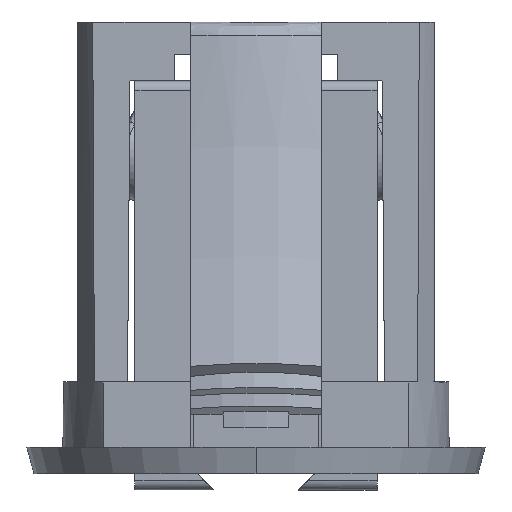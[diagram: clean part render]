
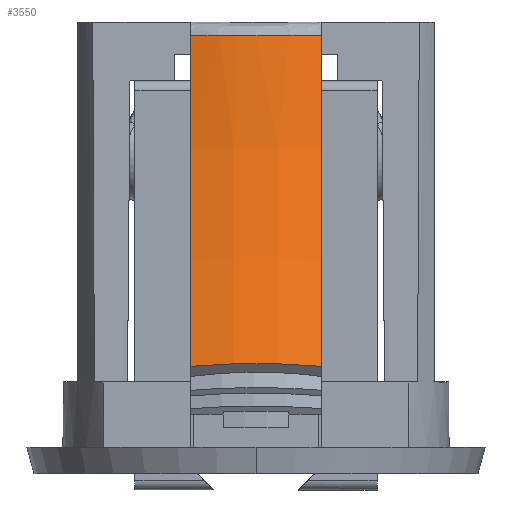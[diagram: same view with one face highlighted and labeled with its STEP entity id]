
A CAD part, front view. The second image highlights one B-rep face of the part: STEP entity #3550.
In plain terms, the highlighted free-form (B-spline) face has degree [3, 3] with [4, 4] control points.
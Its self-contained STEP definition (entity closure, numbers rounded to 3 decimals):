
#27 = EDGE_CURVE ( 'NONE', #1014, #517, #1439, .T. ) ;
#162 = EDGE_CURVE ( 'NONE', #1014, #496, #2634, .T. ) ;
#181 = AXIS2_PLACEMENT_3D ( 'NONE', #2076, #4303, #2109 ) ;
#201 = CARTESIAN_POINT ( 'NONE',  ( 0., -5.525, 7.293 ) ) ;
#306 = CARTESIAN_POINT ( 'NONE',  ( -0.678, -8.948, -2.756 ) ) ;
#363 = CARTESIAN_POINT ( 'NONE',  ( -2., -8.638, -2.82 ) ) ;
#496 = VERTEX_POINT ( 'NONE', #2888 ) ;
#517 = VERTEX_POINT ( 'NONE', #1863 ) ;
#540 = ORIENTED_EDGE ( 'NONE', *, *, #27, .F. ) ;
#707 = VERTEX_POINT ( 'NONE', #3191 ) ;
#779 = CARTESIAN_POINT ( 'NONE',  ( 2., -8.672, -2.891 ) ) ;
#864 = DIRECTION ( 'NONE',  ( 0., 0., -1. ) ) ;
#1014 = VERTEX_POINT ( 'NONE', #4638 ) ;
#1149 = CARTESIAN_POINT ( 'NONE',  ( -0.675, -8.85, -2.733 ) ) ;
#1163 = CARTESIAN_POINT ( 'NONE',  ( -1.346, -5.447, 7.292 ) ) ;
#1187 =( BOUNDED_SURFACE ( )  B_SPLINE_SURFACE ( 3, 3, ( 
 ( #3304, #2889, #1213, #4184 ),
 ( #306, #2039, #5463, #1614 ),
 ( #5498, #3366, #2944, #4661 ),
 ( #779, #2522, #4240, #2158 ) ),
 .UNSPECIFIED., .F., .F., .F. ) 
 B_SPLINE_SURFACE_WITH_KNOTS ( ( 4, 4 ),
 ( 4, 4 ),
 ( 0., 1. ),
 ( 0., 1. ),
 .UNSPECIFIED. ) 
 GEOMETRIC_REPRESENTATION_ITEM ( )  RATIONAL_B_SPLINE_SURFACE ( (
 ( 1., 0.994, 0.994, 1.),
 ( 0.983, 0.977, 0.977, 0.983),
 ( 0.983, 0.977, 0.977, 0.983),
 ( 1., 0.994, 0.994, 1.) ) ) 
 REPRESENTATION_ITEM ( '' )  SURFACE ( )  );
#1209 = CARTESIAN_POINT ( 'NONE',  ( 0.675, -8.85, -2.733 ) ) ;
#1213 = CARTESIAN_POINT ( 'NONE',  ( -2., -5.947, 3.796 ) ) ;
#1319 = CARTESIAN_POINT ( 'NONE',  ( 2., -44.822, 14.76 ) ) ;
#1334 = EDGE_CURVE ( 'NONE', #517, #707, #2270, .T. ) ;
#1439 =( BOUNDED_CURVE ( )  B_SPLINE_CURVE ( 3, ( #3226, #1163, #3655, #4499 ),
 .UNSPECIFIED., .F., .T. ) 
 B_SPLINE_CURVE_WITH_KNOTS ( ( 4, 4 ),
 ( 0., 1. ),
 .UNSPECIFIED. ) 
 CURVE ( )  GEOMETRIC_REPRESENTATION_ITEM ( )  RATIONAL_B_SPLINE_CURVE ( ( 1., 1., 1., 1. ) ) 
 REPRESENTATION_ITEM ( '' )  );
#1492 = EDGE_LOOP ( 'NONE', ( #4513, #4263, #540, #5517, #3059 ) ) ;
#1584 = FACE_OUTER_BOUND ( 'NONE', #1492, .T. ) ;
#1614 = CARTESIAN_POINT ( 'NONE',  ( -0.678, -5.582, 7.41 ) ) ;
#1863 = CARTESIAN_POINT ( 'NONE',  ( 0., -5.525, 7.293 ) ) ;
#1926 = CARTESIAN_POINT ( 'NONE',  ( 0.001, -5.525, 7.293 ) ) ;
#2039 = CARTESIAN_POINT ( 'NONE',  ( -0.678, -7.372, 0.471 ) ) ;
#2076 = CARTESIAN_POINT ( 'NONE',  ( -2., -44.822, 14.76 ) ) ;
#2109 = DIRECTION ( 'NONE',  ( 0., 0., -1. ) ) ;
#2158 = CARTESIAN_POINT ( 'NONE',  ( 2., -5.281, 7.354 ) ) ;
#2270 = B_SPLINE_CURVE_WITH_KNOTS ( 'NONE', 3,
 ( #4073, #201, #1926, #3652, #5354, #4743 ),
 .UNSPECIFIED., .F., .F.,
 ( 4, 2, 4 ),
 ( 0., 0., 1. ),
 .UNSPECIFIED. ) ;
#2335 = CARTESIAN_POINT ( 'NONE',  ( 2., -8.638, -2.82 ) ) ;
#2522 = CARTESIAN_POINT ( 'NONE',  ( 2., -7.084, 0.361 ) ) ;
#2634 = CIRCLE ( 'NONE', #181, 40.229 ) ;
#2888 = CARTESIAN_POINT ( 'NONE',  ( -2., -8.638, -2.82 ) ) ;
#2889 = CARTESIAN_POINT ( 'NONE',  ( -2., -7.084, 0.361 ) ) ;
#2911 = CARTESIAN_POINT ( 'NONE',  ( 2., -8.638, -2.82 ) ) ;
#2944 = CARTESIAN_POINT ( 'NONE',  ( 0.678, -6.243, 3.88 ) ) ;
#2968 = CARTESIAN_POINT ( 'NONE',  ( -1.342, -8.779, -2.762 ) ) ;
#3059 = ORIENTED_EDGE ( 'NONE', *, *, #4659, .T. ) ;
#3191 = CARTESIAN_POINT ( 'NONE',  ( 2., -5.293, 7.29 ) ) ;
#3226 = CARTESIAN_POINT ( 'NONE',  ( -2., -5.293, 7.29 ) ) ;
#3304 = CARTESIAN_POINT ( 'NONE',  ( -2., -8.672, -2.891 ) ) ;
#3366 = CARTESIAN_POINT ( 'NONE',  ( 0.678, -7.372, 0.471 ) ) ;
#3550 = ADVANCED_FACE ( 'NONE', ( #1584 ), #1187, .T. ) ;
#3652 = CARTESIAN_POINT ( 'NONE',  ( 0.68, -5.525, 7.293 ) ) ;
#3655 = CARTESIAN_POINT ( 'NONE',  ( -0.679, -5.525, 7.293 ) ) ;
#3872 = AXIS2_PLACEMENT_3D ( 'NONE', #1319, #5545, #864 ) ;
#3983 = CIRCLE ( 'NONE', #3872, 40.229 ) ;
#4073 = CARTESIAN_POINT ( 'NONE',  ( 0., -5.525, 7.293 ) ) ;
#4105 = VERTEX_POINT ( 'NONE', #2335 ) ;
#4184 = CARTESIAN_POINT ( 'NONE',  ( -2., -5.281, 7.354 ) ) ;
#4240 = CARTESIAN_POINT ( 'NONE',  ( 2., -5.947, 3.796 ) ) ;
#4263 = ORIENTED_EDGE ( 'NONE', *, *, #1334, .F. ) ;
#4303 = DIRECTION ( 'NONE',  ( -1., 0., 0. ) ) ;
#4499 = CARTESIAN_POINT ( 'NONE',  ( 0., -5.525, 7.293 ) ) ;
#4513 = ORIENTED_EDGE ( 'NONE', *, *, #4765, .T. ) ;
#4638 = CARTESIAN_POINT ( 'NONE',  ( -2., -5.293, 7.29 ) ) ;
#4659 = EDGE_CURVE ( 'NONE', #496, #4105, #4830, .T. ) ;
#4661 = CARTESIAN_POINT ( 'NONE',  ( 0.678, -5.582, 7.41 ) ) ;
#4743 = CARTESIAN_POINT ( 'NONE',  ( 2., -5.293, 7.29 ) ) ;
#4765 = EDGE_CURVE ( 'NONE', #4105, #707, #3983, .T. ) ;
#4830 = B_SPLINE_CURVE_WITH_KNOTS ( 'NONE', 3,
 ( #363, #2968, #1149, #1209, #5459, #2911 ),
 .UNSPECIFIED., .F., .F.,
 ( 4, 2, 4 ),
 ( -0.002, 0., 0.002 ),
 .UNSPECIFIED. ) ;
#5354 = CARTESIAN_POINT ( 'NONE',  ( 1.347, -5.447, 7.292 ) ) ;
#5459 = CARTESIAN_POINT ( 'NONE',  ( 1.342, -8.779, -2.762 ) ) ;
#5463 = CARTESIAN_POINT ( 'NONE',  ( -0.678, -6.243, 3.88 ) ) ;
#5498 = CARTESIAN_POINT ( 'NONE',  ( 0.678, -8.948, -2.756 ) ) ;
#5517 = ORIENTED_EDGE ( 'NONE', *, *, #162, .T. ) ;
#5545 = DIRECTION ( 'NONE',  ( 1., 0., 0. ) ) ;
